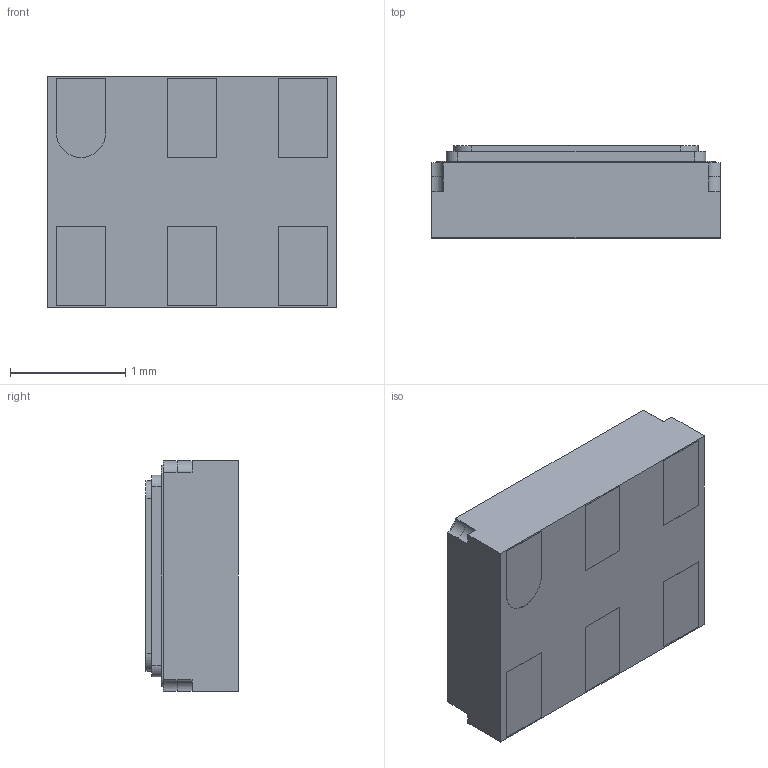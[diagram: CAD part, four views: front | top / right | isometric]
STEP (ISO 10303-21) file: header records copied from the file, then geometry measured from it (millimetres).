
FILE_DESCRIPTION (( 'STEP AP214' ), '1' );
FILE_NAME ('ASTXR-12-38.400MHz-514054.STEP', '2015-09-22T12:17:19', ( 'STR' ), ( '' ), 'SwSTEP 2.0', 'SolidWorks 2012', '' );
FILE_SCHEMA (( 'AUTOMOTIVE_DESIGN' ));
Length unit declared in the file: millimetre
Products named in the file (1): ASTXR-12-38.400MHz-514054
Bounding box: 2.5 x 0.8 x 2 mm (x, y, z)
Volume: 3.8 mm3; surface area: 17 mm2
Topology: 1 solids, 1 shells, 179 faces, 470 edges, 312 vertices
Faces by surface type: plane 133, bspline 24, cylinder 22
Full cylindrical faces by diameter (mm): 0.103 x1
Entity records: 8553 total; most frequent: CARTESIAN_POINT 2361, ORIENTED_EDGE 938, DIRECTION 785, EDGE_CURVE 469, LINE 369, VECTOR 369, VERTEX_POINT 312, AXIS2_PLACEMENT_3D 208
